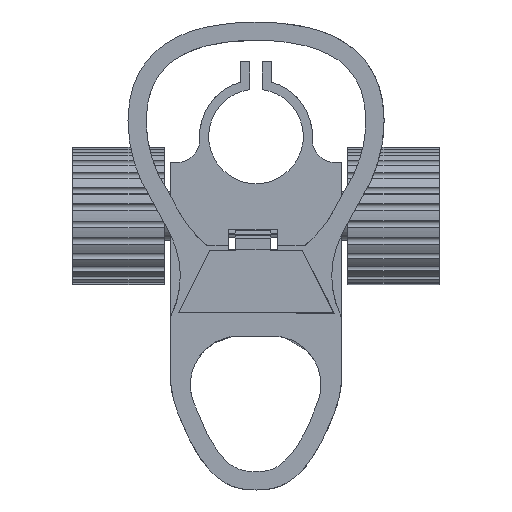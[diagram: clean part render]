
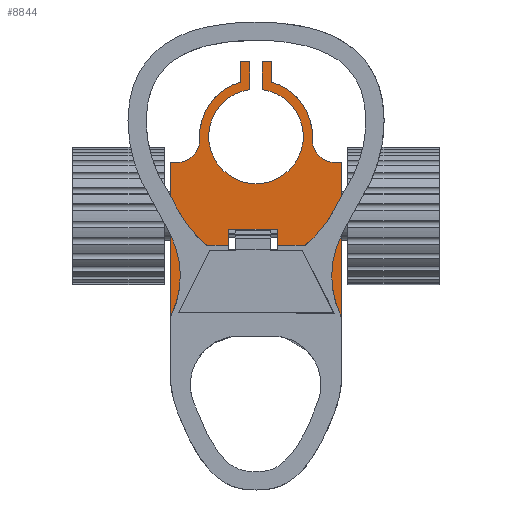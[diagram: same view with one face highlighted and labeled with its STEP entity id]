
A CAD part, front view. The second image highlights one B-rep face of the part: STEP entity #8844.
In plain terms, the highlighted planar face has unit normal (0, -1, 0).
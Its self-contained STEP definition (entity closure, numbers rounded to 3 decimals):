
#130=FACE_BOUND('',#986,.T.);
#173=PLANE('',#9400);
#505=FACE_OUTER_BOUND('',#985,.T.);
#985=EDGE_LOOP('',(#6087,#6088,#6089,#6090,#6091,#6092,#6093,#6094,#6095,
#6096,#6097,#6098,#6099,#6100,#6101,#6102));
#986=EDGE_LOOP('',(#6103,#6104,#6105,#6106,#6107,#6108,#6109,#6110));
#1473=LINE('',#12775,#2415);
#1477=LINE('',#12783,#2419);
#1480=LINE('',#12788,#2422);
#1482=LINE('',#12792,#2424);
#1484=LINE('',#12796,#2426);
#1486=LINE('',#12800,#2428);
#1488=LINE('',#12804,#2430);
#1490=LINE('',#12807,#2432);
#1495=LINE('',#12817,#2437);
#1498=LINE('',#12823,#2440);
#1501=LINE('',#12830,#2443);
#1503=LINE('',#12834,#2445);
#1506=LINE('',#12840,#2448);
#1510=LINE('',#12847,#2452);
#1514=LINE('',#12856,#2456);
#1517=LINE('',#12862,#2459);
#1520=LINE('',#12871,#2462);
#1523=LINE('',#12879,#2465);
#1526=LINE('',#12903,#2468);
#2415=VECTOR('',#10213,10.);
#2419=VECTOR('',#10219,10.);
#2422=VECTOR('',#10224,10.);
#2424=VECTOR('',#10228,10.);
#2426=VECTOR('',#10232,10.);
#2428=VECTOR('',#10236,10.);
#2430=VECTOR('',#10240,10.);
#2432=VECTOR('',#10244,10.);
#2437=VECTOR('',#10251,10.);
#2440=VECTOR('',#10256,10.);
#2443=VECTOR('',#10261,10.);
#2445=VECTOR('',#10265,10.);
#2448=VECTOR('',#10270,10.);
#2452=VECTOR('',#10276,10.);
#2456=VECTOR('',#10282,10.);
#2459=VECTOR('',#10287,10.);
#2462=VECTOR('',#10298,10.);
#2465=VECTOR('',#10307,10.);
#2468=VECTOR('',#10322,10.);
#3335=CIRCLE('',#9364,7.229);
#3337=CIRCLE('',#9388,15.5);
#3341=CIRCLE('',#9396,7.229);
#3343=CIRCLE('',#9401,18.5);
#3344=CIRCLE('',#9402,18.5);
#3672=VERTEX_POINT('',#12720);
#3673=VERTEX_POINT('',#12722);
#3693=VERTEX_POINT('',#12773);
#3694=VERTEX_POINT('',#12774);
#3697=VERTEX_POINT('',#12782);
#3698=VERTEX_POINT('',#12787);
#3699=VERTEX_POINT('',#12791);
#3700=VERTEX_POINT('',#12795);
#3701=VERTEX_POINT('',#12799);
#3702=VERTEX_POINT('',#12803);
#3704=VERTEX_POINT('',#12811);
#3706=VERTEX_POINT('',#12815);
#3707=VERTEX_POINT('',#12819);
#3710=VERTEX_POINT('',#12827);
#3711=VERTEX_POINT('',#12829);
#3712=VERTEX_POINT('',#12833);
#3714=VERTEX_POINT('',#12839);
#3716=VERTEX_POINT('',#12844);
#3717=VERTEX_POINT('',#12849);
#3720=VERTEX_POINT('',#12854);
#3721=VERTEX_POINT('',#12858);
#3723=VERTEX_POINT('',#12867);
#3726=VERTEX_POINT('',#12877);
#3728=VERTEX_POINT('',#12883);
#4578=EDGE_CURVE('',#3672,#3673,#3335,.T.);
#4603=EDGE_CURVE('',#3693,#3694,#1473,.T.);
#4607=EDGE_CURVE('',#3697,#3693,#1477,.T.);
#4610=EDGE_CURVE('',#3698,#3697,#1480,.T.);
#4612=EDGE_CURVE('',#3698,#3699,#1482,.T.);
#4614=EDGE_CURVE('',#3699,#3700,#1484,.T.);
#4616=EDGE_CURVE('',#3700,#3701,#1486,.T.);
#4618=EDGE_CURVE('',#3702,#3701,#1488,.T.);
#4620=EDGE_CURVE('',#3694,#3702,#1490,.T.);
#4625=EDGE_CURVE('',#3706,#3704,#1495,.T.);
#4628=EDGE_CURVE('',#3704,#3707,#1498,.T.);
#4631=EDGE_CURVE('',#3711,#3710,#1501,.T.);
#4633=EDGE_CURVE('',#3712,#3711,#1503,.T.);
#4636=EDGE_CURVE('',#3714,#3712,#1506,.T.);
#4640=EDGE_CURVE('',#3716,#3714,#1510,.T.);
#4644=EDGE_CURVE('',#3720,#3717,#1514,.T.);
#4647=EDGE_CURVE('',#3717,#3721,#1517,.T.);
#4648=EDGE_CURVE('',#3706,#3721,#3337,.T.);
#4652=EDGE_CURVE('',#3707,#3723,#1520,.T.);
#4656=EDGE_CURVE('',#3726,#3720,#1523,.T.);
#4658=EDGE_CURVE('',#3716,#3728,#3341,.T.);
#4663=EDGE_CURVE('',#3710,#3673,#1526,.T.);
#4664=EDGE_CURVE('',#3728,#3726,#3343,.T.);
#4665=EDGE_CURVE('',#3723,#3672,#3344,.T.);
#6087=ORIENTED_EDGE('',*,*,#4648,.T.);
#6088=ORIENTED_EDGE('',*,*,#4647,.F.);
#6089=ORIENTED_EDGE('',*,*,#4644,.F.);
#6090=ORIENTED_EDGE('',*,*,#4656,.F.);
#6091=ORIENTED_EDGE('',*,*,#4664,.F.);
#6092=ORIENTED_EDGE('',*,*,#4658,.F.);
#6093=ORIENTED_EDGE('',*,*,#4640,.T.);
#6094=ORIENTED_EDGE('',*,*,#4636,.T.);
#6095=ORIENTED_EDGE('',*,*,#4633,.T.);
#6096=ORIENTED_EDGE('',*,*,#4631,.T.);
#6097=ORIENTED_EDGE('',*,*,#4663,.T.);
#6098=ORIENTED_EDGE('',*,*,#4578,.F.);
#6099=ORIENTED_EDGE('',*,*,#4665,.F.);
#6100=ORIENTED_EDGE('',*,*,#4652,.F.);
#6101=ORIENTED_EDGE('',*,*,#4628,.F.);
#6102=ORIENTED_EDGE('',*,*,#4625,.F.);
#6103=ORIENTED_EDGE('',*,*,#4620,.T.);
#6104=ORIENTED_EDGE('',*,*,#4618,.T.);
#6105=ORIENTED_EDGE('',*,*,#4616,.F.);
#6106=ORIENTED_EDGE('',*,*,#4614,.F.);
#6107=ORIENTED_EDGE('',*,*,#4612,.F.);
#6108=ORIENTED_EDGE('',*,*,#4610,.T.);
#6109=ORIENTED_EDGE('',*,*,#4607,.T.);
#6110=ORIENTED_EDGE('',*,*,#4603,.T.);
#8844=ADVANCED_FACE('',(#505,#130),#173,.F.);
#9364=AXIS2_PLACEMENT_3D('',#12723,#10174,#10175);
#9388=AXIS2_PLACEMENT_3D('',#12864,#10290,#10291);
#9396=AXIS2_PLACEMENT_3D('',#12884,#10312,#10313);
#9400=AXIS2_PLACEMENT_3D('',#12904,#10323,#10324);
#9401=AXIS2_PLACEMENT_3D('',#12905,#10325,#10326);
#9402=AXIS2_PLACEMENT_3D('',#12906,#10327,#10328);
#10174=DIRECTION('center_axis',(0.,-1.,0.));
#10175=DIRECTION('ref_axis',(-0.724,0.,-0.689));
#10213=DIRECTION('',(1.,0.,0.));
#10219=DIRECTION('',(0.,0.,1.));
#10224=DIRECTION('',(1.,0.,0.));
#10228=DIRECTION('',(-0.447,0.,-0.894));
#10232=DIRECTION('',(1.,0.,0.));
#10236=DIRECTION('',(-0.447,0.,0.894));
#10240=DIRECTION('',(1.,0.,0.));
#10244=DIRECTION('',(0.,0.,-1.));
#10251=DIRECTION('',(0.,0.,1.));
#10256=DIRECTION('',(1.,0.,0.));
#10261=DIRECTION('',(0.,0.,1.));
#10265=DIRECTION('',(1.,0.,0.));
#10270=DIRECTION('',(0.,0.,-1.));
#10276=DIRECTION('',(-1.,0.,0.));
#10282=DIRECTION('',(1.,0.,0.));
#10287=DIRECTION('',(0.,0.,-1.));
#10290=DIRECTION('center_axis',(0.,1.,0.));
#10291=DIRECTION('ref_axis',(0.129,0.,0.992));
#10298=DIRECTION('',(0.,0.,-1.));
#10307=DIRECTION('',(0.,0.,1.));
#10312=DIRECTION('center_axis',(0.,-1.,0.));
#10313=DIRECTION('ref_axis',(0.724,0.,-0.689));
#10322=DIRECTION('',(-1.,0.,0.));
#10323=DIRECTION('center_axis',(0.,1.,0.));
#10324=DIRECTION('ref_axis',(1.,0.,0.));
#10325=DIRECTION('center_axis',(0.,1.,0.));
#10326=DIRECTION('ref_axis',(0.27,0.,0.963));
#10327=DIRECTION('center_axis',(0.,1.,0.));
#10328=DIRECTION('ref_axis',(0.27,0.,0.963));
#12720=CARTESIAN_POINT('',(18.477,78.,31.586));
#12722=CARTESIAN_POINT('',(25.698,78.,24.));
#12723=CARTESIAN_POINT('Origin',(25.698,78.,31.229));
#12773=CARTESIAN_POINT('',(-9.,78.,2.143));
#12774=CARTESIAN_POINT('',(7.,78.,2.143));
#12775=CARTESIAN_POINT('',(3.5,78.,2.143));
#12782=CARTESIAN_POINT('',(-9.,78.,-4.6));
#12783=CARTESIAN_POINT('',(-9.,78.,-7.5));
#12787=CARTESIAN_POINT('',(-15.247,78.,-4.6));
#12788=CARTESIAN_POINT('',(-15.247,78.,-4.6));
#12791=CARTESIAN_POINT('',(-25.647,78.,-25.4));
#12792=CARTESIAN_POINT('',(-15.247,78.,-4.6));
#12795=CARTESIAN_POINT('',(25.647,78.,-25.4));
#12796=CARTESIAN_POINT('',(-25.647,78.,-25.4));
#12799=CARTESIAN_POINT('',(15.247,78.,-4.6));
#12800=CARTESIAN_POINT('',(25.647,78.,-25.4));
#12803=CARTESIAN_POINT('',(7.,78.,-4.6));
#12804=CARTESIAN_POINT('',(7.,78.,-4.6));
#12807=CARTESIAN_POINT('',(7.,78.,0.));
#12811=CARTESIAN_POINT('',(2.,78.,57.));
#12815=CARTESIAN_POINT('',(2.,78.,47.87));
#12817=CARTESIAN_POINT('',(2.,78.,46.25));
#12819=CARTESIAN_POINT('',(5.,78.,57.));
#12823=CARTESIAN_POINT('',(2.5,78.,57.));
#12827=CARTESIAN_POINT('',(28.074,78.,24.));
#12829=CARTESIAN_POINT('',(28.074,78.,-26.9));
#12830=CARTESIAN_POINT('',(28.074,78.,-2.5));
#12833=CARTESIAN_POINT('',(-28.074,78.,-26.9));
#12834=CARTESIAN_POINT('',(-28.074,78.,-26.9));
#12839=CARTESIAN_POINT('',(-28.074,78.,24.));
#12840=CARTESIAN_POINT('',(-28.074,78.,-9.05));
#12844=CARTESIAN_POINT('',(-25.698,78.,24.));
#12847=CARTESIAN_POINT('',(-8.087,78.,24.));
#12849=CARTESIAN_POINT('',(-2.,78.,57.));
#12854=CARTESIAN_POINT('',(-5.,78.,57.));
#12856=CARTESIAN_POINT('',(-1.,78.,57.));
#12858=CARTESIAN_POINT('',(-2.,78.,47.87));
#12862=CARTESIAN_POINT('',(-2.,78.,41.685));
#12864=CARTESIAN_POINT('Origin',(0.,78.,32.5));
#12867=CARTESIAN_POINT('',(5.,78.,50.312));
#12871=CARTESIAN_POINT('',(5.,78.,42.906));
#12877=CARTESIAN_POINT('',(-5.,78.,50.312));
#12879=CARTESIAN_POINT('',(-5.,78.,46.25));
#12883=CARTESIAN_POINT('',(-18.477,78.,31.586));
#12884=CARTESIAN_POINT('Origin',(-25.698,78.,31.229));
#12903=CARTESIAN_POINT('',(-8.087,78.,24.));
#12904=CARTESIAN_POINT('Origin',(0.,78.,-15.));
#12905=CARTESIAN_POINT('Origin',(0.,78.,32.5));
#12906=CARTESIAN_POINT('Origin',(0.,78.,32.5));
